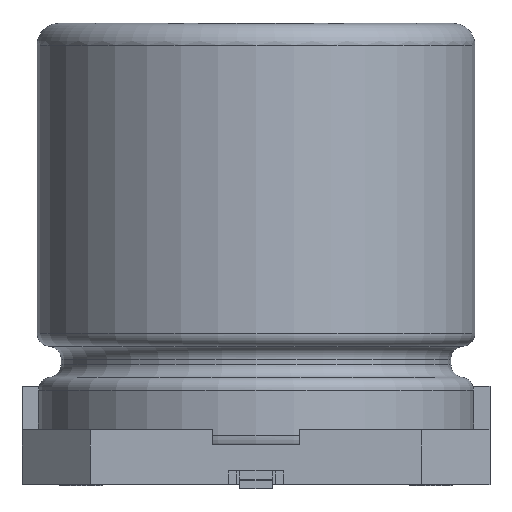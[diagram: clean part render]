
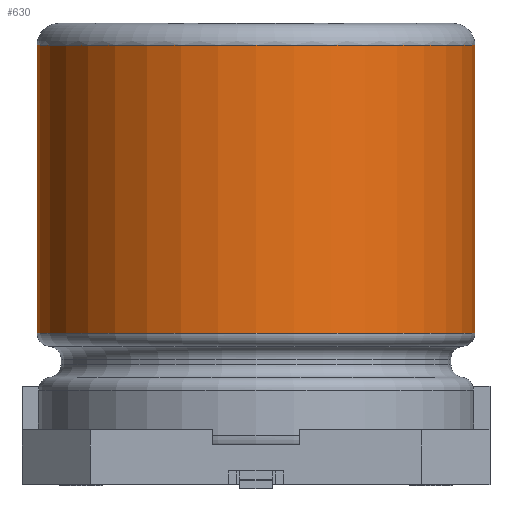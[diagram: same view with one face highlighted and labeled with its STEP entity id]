
A CAD part, front view. The second image highlights one B-rep face of the part: STEP entity #630.
In plain terms, the highlighted cylindrical face has radius 8 mm (diameter 16 mm), a full revolution.
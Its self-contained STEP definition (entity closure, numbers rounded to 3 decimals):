
#630 = ADVANCED_FACE( '', ( #1366, #1367 ), #1368, .T. );
#1366 = FACE_OUTER_BOUND( '', #2203, .T. );
#1367 = FACE_OUTER_BOUND( '', #2204, .T. );
#1368 = CYLINDRICAL_SURFACE( '', #2205, 8. );
#2203 = EDGE_LOOP( '', ( #4124 ) );
#2204 = EDGE_LOOP( '', ( #4125 ) );
#2205 = AXIS2_PLACEMENT_3D( '', #4126, #4127, #4128 );
#4124 = ORIENTED_EDGE( '', *, *, #5149, .T. );
#4125 = ORIENTED_EDGE( '', *, *, #5707, .T. );
#4126 = CARTESIAN_POINT( '', ( 0., 0., 9.9 ) );
#4127 = DIRECTION( '', ( 0., 0., -1. ) );
#4128 = DIRECTION( '', ( 1., 0., 0. ) );
#5149 = EDGE_CURVE( '', #6145, #6145, #6146, .T. );
#5707 = EDGE_CURVE( '', #6994, #6994, #6995, .T. );
#6145 = VERTEX_POINT( '', #7685 );
#6146 = CIRCLE( '', #7686, 8. );
#6994 = VERTEX_POINT( '', #9346 );
#6995 = CIRCLE( '', #9347, 8. );
#7685 = CARTESIAN_POINT( '', ( -8., 0., 15.05 ) );
#7686 = AXIS2_PLACEMENT_3D( '', #9727, #9728, #9729 );
#9346 = CARTESIAN_POINT( '', ( 8., 0., 4.528 ) );
#9347 = AXIS2_PLACEMENT_3D( '', #10160, #10161, #10162 );
#9727 = CARTESIAN_POINT( '', ( 0., 0., 15.05 ) );
#9728 = DIRECTION( '', ( 0., 0., -1. ) );
#9729 = DIRECTION( '', ( -1., 0., 0. ) );
#10160 = CARTESIAN_POINT( '', ( 0., 0., 4.528 ) );
#10161 = DIRECTION( '', ( 0., 0., 1. ) );
#10162 = DIRECTION( '', ( 1., 0., 0. ) );
